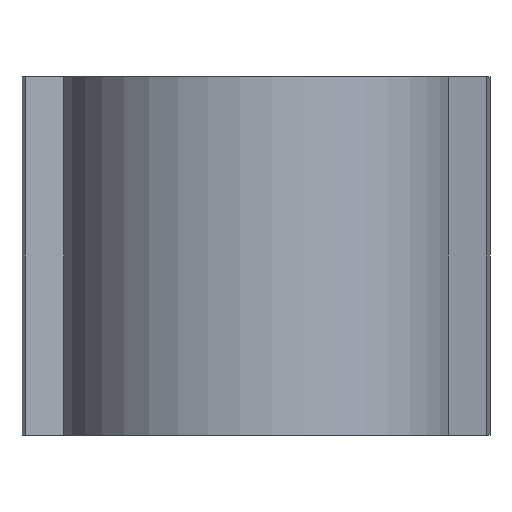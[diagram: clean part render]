
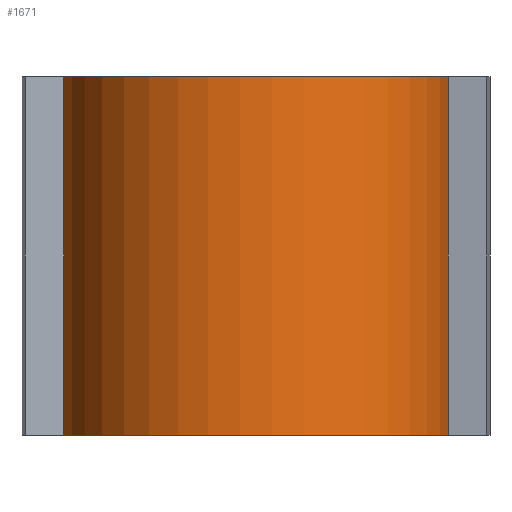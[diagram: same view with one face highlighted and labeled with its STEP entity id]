
A CAD part, front view. The second image highlights one B-rep face of the part: STEP entity #1671.
In plain terms, the highlighted cylindrical face has radius 25 mm (diameter 50 mm), a partial arc.
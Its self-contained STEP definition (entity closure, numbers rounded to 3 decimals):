
#403=CYLINDRICAL_SURFACE('',#1634,25.);
#409=CIRCLE('',#1633,25.);
#410=CIRCLE('',#1635,25.);
#465=ORIENTED_EDGE('',*,*,#593,.T.);
#466=ORIENTED_EDGE('',*,*,#592,.F.);
#467=ORIENTED_EDGE('',*,*,#595,.T.);
#468=ORIENTED_EDGE('',*,*,#596,.T.);
#508=VECTOR('',#706,1.);
#510=VECTOR('',#716,1.);
#534=LINE('',#1460,#508);
#536=LINE('',#1468,#510);
#557=VERTEX_POINT('',#1456);
#558=VERTEX_POINT('',#1458);
#559=VERTEX_POINT('',#1462);
#560=VERTEX_POINT('',#1466);
#592=EDGE_CURVE('',#558,#557,#534,.T.);
#593=EDGE_CURVE('',#559,#557,#409,.T.);
#595=EDGE_CURVE('',#558,#560,#410,.T.);
#596=EDGE_CURVE('',#560,#559,#536,.T.);
#618=EDGE_LOOP('',(#465,#466,#467,#468));
#644=FACE_BOUND('',#618,.T.);
#706=DIRECTION('',(0.,0.,46.));
#709=DIRECTION('',(0.,0.,-1.));
#710=DIRECTION('',(24.65,-4.167,0.));
#712=DIRECTION('',(0.,0.,1.));
#713=DIRECTION('',(0.,1.,0.));
#714=DIRECTION('',(0.,0.,1.));
#715=DIRECTION('',(-24.65,-4.167,0.));
#716=DIRECTION('',(0.,0.,46.));
#1456=CARTESIAN_POINT('',(-24.65,20.833,46.));
#1458=CARTESIAN_POINT('',(-24.65,20.833,0.));
#1460=CARTESIAN_POINT('',(-24.65,20.833,0.));
#1462=CARTESIAN_POINT('',(24.65,20.833,46.));
#1463=CARTESIAN_POINT('',(0.,25.,46.));
#1465=CARTESIAN_POINT('',(0.,25.,0.));
#1466=CARTESIAN_POINT('',(24.65,20.833,0.));
#1467=CARTESIAN_POINT('',(0.,25.,0.));
#1468=CARTESIAN_POINT('',(24.65,20.833,0.));
#1633=AXIS2_PLACEMENT_3D('',#1463,#709,#710);
#1634=AXIS2_PLACEMENT_3D('',#1465,#712,#713);
#1635=AXIS2_PLACEMENT_3D('',#1467,#714,#715);
#1671=ADVANCED_FACE('',(#644),#403,.T.);
